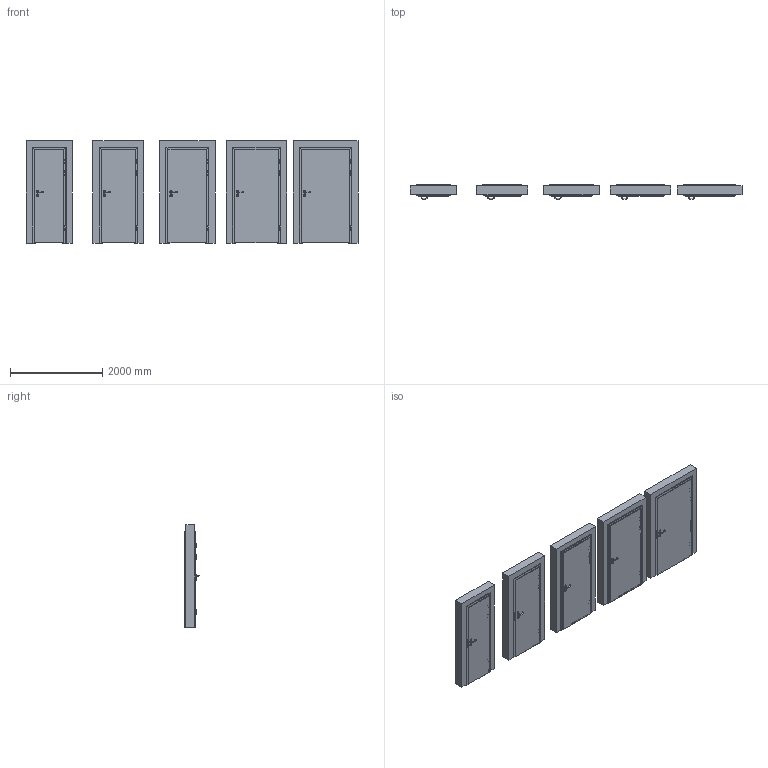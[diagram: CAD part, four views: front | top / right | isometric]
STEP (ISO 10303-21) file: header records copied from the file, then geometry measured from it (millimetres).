
FILE_DESCRIPTION(/* description */ (''),/* implementation_level */ '2;1');
FILE_NAME(/* name */ '050076_A_2-Drzwi przeciwpożarowe EI30 na ościeżnicy Projekt Bis..stp',/* time_stamp */ '2024-06-13T10:06:21+02:00',/* author */ (''),/* organization */ (''),/* preprocessor_version */ 'ST-DEVELOPER v16',/* originating_system */ 'SIEMENS PLM Software NX 11.0',/* authorisation */ '');
FILE_SCHEMA (('AUTOMOTIVE_DESIGN { 1 0 10303 214 3 1 1 1 }'));
Products named in the file (1): bkni4DCC609C0do7
Bounding box: 7205 x 303.95 x 2220 mm (x, y, z)
Volume: 1216561187.3 mm3; surface area: 94340304.6 mm2
Topology: 505 solids, 505 shells, 10530 faces, 26099 edges, 16859 vertices
Faces by surface type: plane 6415, cylinder 2370, bspline 1110, cone 305, torus 170, sphere 160
Full cylindrical faces by diameter (mm): 4 x5, 5 x20, 5.5 x10, 6 x30, 6.7 x30, 7 x60, 7.7 x30, 7.8 x15, 8 x105, 9.7 x15, 13.5 x30, 15 x75, 19 x40, 20 x35, 54 x20
Entity records: 324898 total; most frequent: CARTESIAN_POINT 79979, ORIENTED_EDGE 49620, DIRECTION 46827, EDGE_CURVE 24810, LINE 17235, VECTOR 17235, VERTEX_POINT 16610, AXIS2_PLACEMENT_3D 14796
